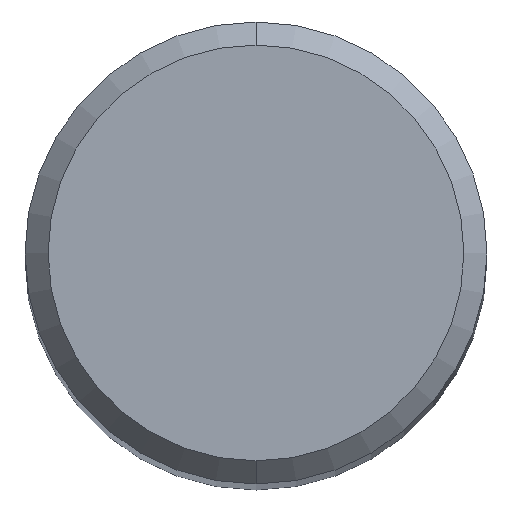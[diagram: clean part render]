
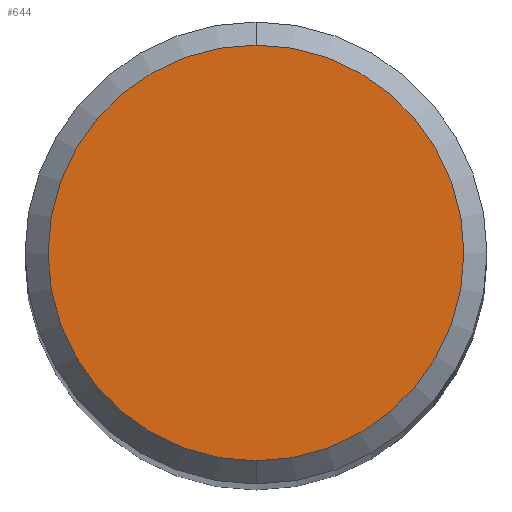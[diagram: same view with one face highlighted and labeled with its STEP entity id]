
A CAD part, top view. The second image highlights one B-rep face of the part: STEP entity #644.
In plain terms, the highlighted planar face has unit normal (0, 0, 1).
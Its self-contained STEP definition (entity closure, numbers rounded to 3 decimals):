
#392=VERTEX_POINT('',#1008);
#518=EDGE_CURVE('',#736,#392,#1144,.T.);
#644=ADVANCED_FACE('',(#1280),#1281,.T.);
#652=EDGE_CURVE('',#392,#736,#1289,.T.);
#736=VERTEX_POINT('',#1384);
#1008=CARTESIAN_POINT('',(0.0,3.6,0.0));
#1144=CIRCLE('',#6651,3.6);
#1280=FACE_OUTER_BOUND('',#7131,.T.);
#1281=PLANE('',#7132);
#1289=CIRCLE('',#7162,3.6);
#1384=CARTESIAN_POINT('',(0.,-3.6,0.0));
#6651=AXIS2_PLACEMENT_3D('',#9733,#9734,#9735);
#7131=EDGE_LOOP('',(#9870,#9871));
#7132=AXIS2_PLACEMENT_3D('',#9872,#9873,#9874);
#7162=AXIS2_PLACEMENT_3D('',#9878,#9879,#9880);
#9733=CARTESIAN_POINT('',(0.0,0.0,0.0));
#9734=DIRECTION('',(0.0,0.0,-1.0));
#9735=DIRECTION('',(0.0,1.0,0.0));
#9870=ORIENTED_EDGE('',*,*,#652,.F.);
#9871=ORIENTED_EDGE('',*,*,#518,.F.);
#9872=CARTESIAN_POINT('',(0.0,1.8,0.0));
#9873=DIRECTION('',(-0.0,0.0,1.0));
#9874=DIRECTION('',(0.0,-1.0,0.0));
#9878=CARTESIAN_POINT('',(0.0,0.0,0.0));
#9879=DIRECTION('',(0.0,0.0,-1.0));
#9880=DIRECTION('',(0.0,1.0,0.0));
